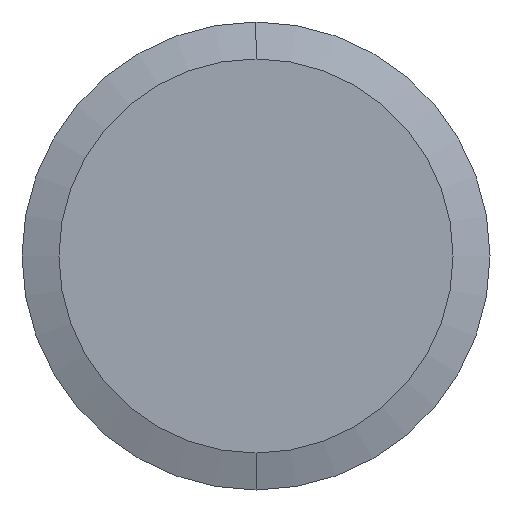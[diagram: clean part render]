
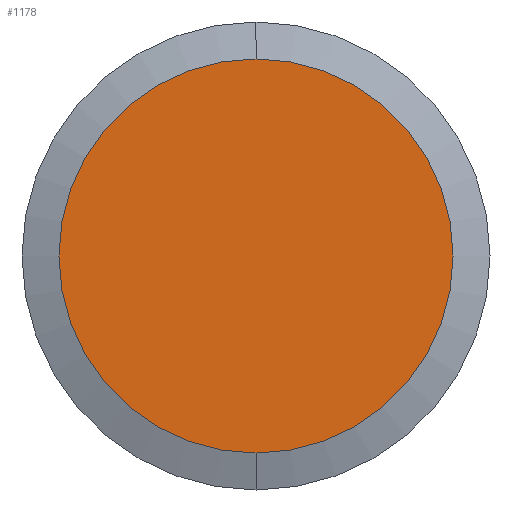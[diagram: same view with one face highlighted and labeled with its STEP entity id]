
A CAD part, left-side view. The second image highlights one B-rep face of the part: STEP entity #1178.
In plain terms, the highlighted planar face has unit normal (-1, 0, 0).
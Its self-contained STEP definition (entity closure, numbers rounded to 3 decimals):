
#1158=CARTESIAN_POINT('POINT18479',(-7.75,0.,
   12.));
#1159=VERTEX_POINT('VERTEX18479',#1158);
#1160=CARTESIAN_POINT('POINT18480',(-7.75,0.
   ,-12.));
#1161=VERTEX_POINT('VERTEX18480',#1160);
#1162=CARTESIAN_POINT('POS29004',(-7.75,0.,
   0.));
#1163=DIRECTION('DIR43141',(1.,0.,0.));
#1164=DIRECTION('DIR43142',(0.,0.
   ,1.));
#1165=AXIS2_PLACEMENT_3D('AXIS14138',#1162,#1163,#1164);
#1166=CIRCLE('ELLIPSE6593',#1165,12.);
#1167=EDGE_CURVE('EDGE28151',#1159,#1161,#1166,.T.);
#1168=ORIENTED_EDGE('COEDGE56283',*,*,#1167,.F.);
#1169=EDGE_CURVE('EDGE28152',#1161,#1159,#1166,.T.);
#1170=ORIENTED_EDGE('COEDGE56284',*,*,#1169,.F.);
#1171=EDGE_LOOP('NONE',(#1168,#1170));
#1172=FACE_BOUND('LOOP1',#1171,.T.);
#1173=CARTESIAN_POINT('POS29005',(-7.75,0.,
   6.));
#1174=DIRECTION('DIR43143',(-1.,0.,0.));
#1175=DIRECTION('DIR43144',(0.,1.,0.));
#1176=AXIS2_PLACEMENT_3D('AXIS14139',#1173,#1174,#1175);
#1177=PLANE('PLANE4882',#1176);
#1178=ADVANCED_FACE('FACE10725',(#1172),#1177,.T.);
